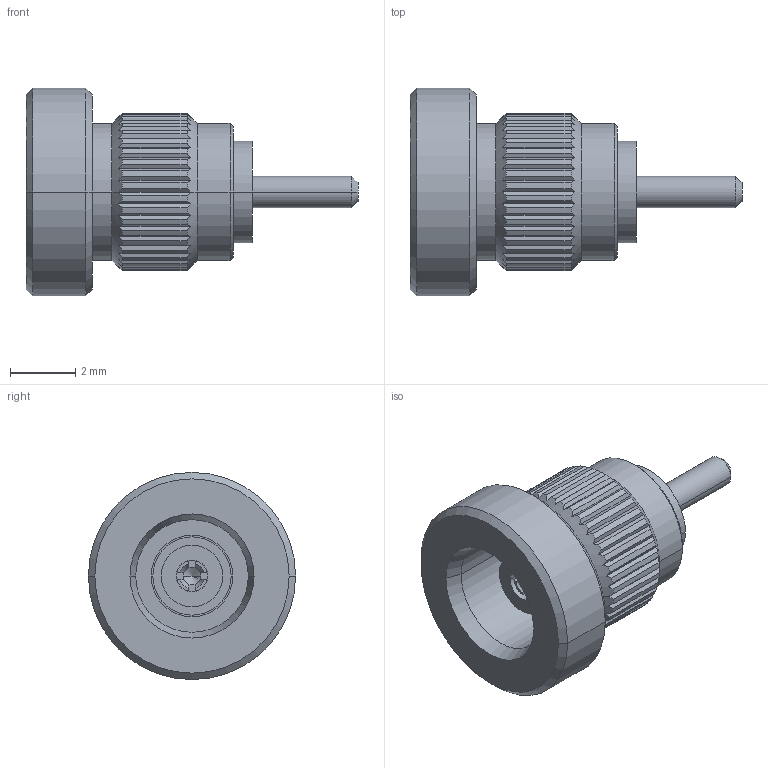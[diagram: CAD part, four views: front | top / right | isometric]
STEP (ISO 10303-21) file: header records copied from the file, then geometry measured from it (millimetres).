
FILE_DESCRIPTION((''),'2;1');
FILE_NAME('252124','2015-06-05T',('Rajagopal'),(''),'PRO/ENGINEER BY PARAMETRIC TECHNOLOGY CORPORATION, 2014440','PRO/ENGINEER BY PARAMETRIC TECHNOLOGY CORPORATION, 2014440','');
FILE_SCHEMA(('CONFIG_CONTROL_DESIGN'));
Length unit declared in the file: millimetre
Products named in the file (1): 252124
Bounding box: 10.17 x 6.35 x 6.35 mm (x, y, z)
Surface area: 309.8 mm2 (no closed solid volume)
Topology: 0 solids, 4 shells, 192 faces, 530 edges, 345 vertices
Faces by surface type: plane 104, cylinder 64, cone 24
Entity records: 6408 total; most frequent: CARTESIAN_POINT 1673, ORIENTED_EDGE 1044, DIRECTION 908, EDGE_CURVE 528, AXIS2_PLACEMENT_3D 356, VERTEX_POINT 345, EDGE_LOOP 199, VECTOR 196
